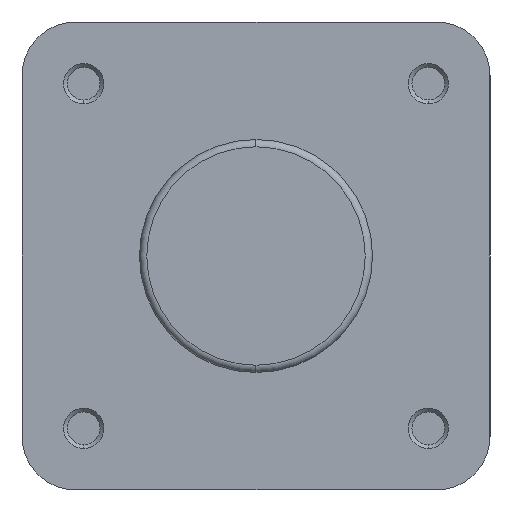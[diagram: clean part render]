
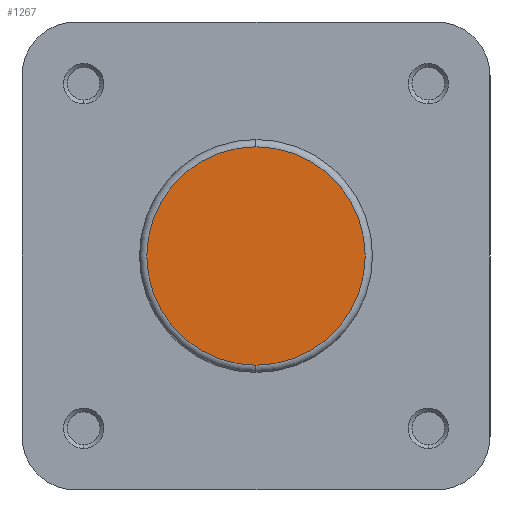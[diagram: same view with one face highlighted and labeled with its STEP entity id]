
A CAD part, left-side view. The second image highlights one B-rep face of the part: STEP entity #1267.
In plain terms, the highlighted planar face has unit normal (-1, 0, 0).
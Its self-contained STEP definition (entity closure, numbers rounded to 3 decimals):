
#194 = EDGE_CURVE ( 'NONE', #2225, #5148, #2329, .T. ) ;
#220 = EDGE_CURVE ( 'NONE', #5148, #2225, #2342, .T. ) ;
#295 = EDGE_LOOP ( 'NONE', ( #344, #345 ) ) ;
#344 = ORIENTED_EDGE ( 'NONE', *, *, #194, .T. ) ;
#345 = ORIENTED_EDGE ( 'NONE', *, *, #220, .T. ) ;
#1267 = ADVANCED_FACE ( 'NONE', ( #3747 ), #2579, .F. ) ;
#1702 = AXIS2_PLACEMENT_3D ( 'NONE', #4817, #4653, #4668 ) ;
#1716 = AXIS2_PLACEMENT_3D ( 'NONE', #2459, #2461, #2462 ) ;
#1755 = AXIS2_PLACEMENT_3D ( 'NONE', #2578, #2581, #2582 ) ;
#2225 = VERTEX_POINT ( 'NONE', #3640 ) ;
#2329 = CIRCLE ( 'NONE', #1702, 22.4 ) ;
#2342 = CIRCLE ( 'NONE', #1716, 22.4 ) ;
#2459 = CARTESIAN_POINT ( 'NONE',  ( 0., 0., 0. ) ) ;
#2461 = DIRECTION ( 'NONE',  ( -1., 0., 0. ) ) ;
#2462 = DIRECTION ( 'NONE',  ( 0., 0., -1. ) ) ;
#2578 = CARTESIAN_POINT ( 'NONE',  ( 0., 23.9, 0. ) ) ;
#2579 = PLANE ( 'NONE',  #1755 ) ;
#2581 = DIRECTION ( 'NONE',  ( 1., 0., 0. ) ) ;
#2582 = DIRECTION ( 'NONE',  ( 0., 0., -1. ) ) ;
#3640 = CARTESIAN_POINT ( 'NONE',  ( 0., 0., -22.4 ) ) ;
#3717 = CARTESIAN_POINT ( 'NONE',  ( 0., 0., 22.4 ) ) ;
#3747 = FACE_OUTER_BOUND ( 'NONE', #295, .T. ) ;
#4653 = DIRECTION ( 'NONE',  ( -1., 0., 0. ) ) ;
#4668 = DIRECTION ( 'NONE',  ( 0., 0., -1. ) ) ;
#4817 = CARTESIAN_POINT ( 'NONE',  ( 0., 0., 0. ) ) ;
#5148 = VERTEX_POINT ( 'NONE', #3717 ) ;
